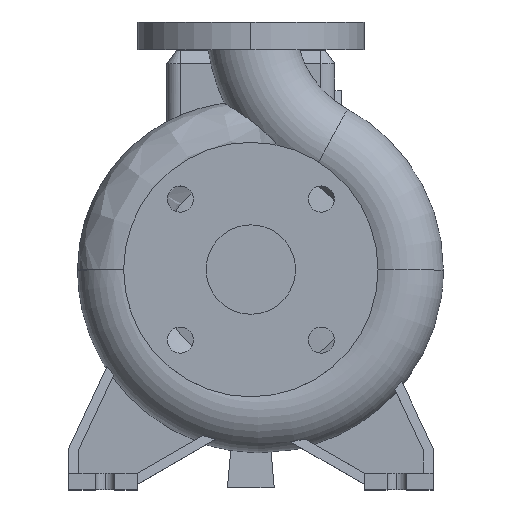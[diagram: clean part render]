
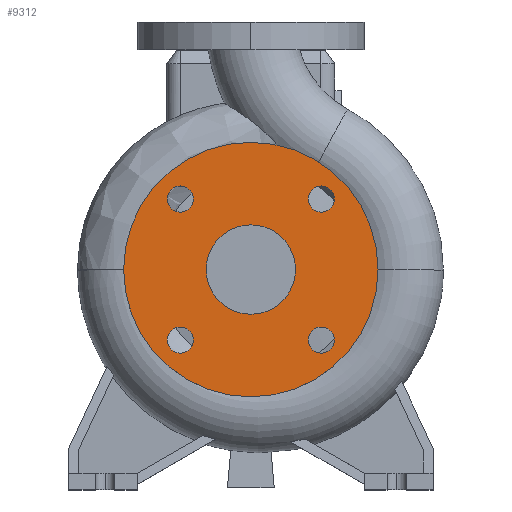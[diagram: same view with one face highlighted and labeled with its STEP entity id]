
A CAD part, top view. The second image highlights one B-rep face of the part: STEP entity #9312.
In plain terms, the highlighted planar face has unit normal (0, 0, 1).
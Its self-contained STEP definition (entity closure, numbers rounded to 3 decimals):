
#319 = CIRCLE ( 'NONE', #2141, 92.5 ) ;
#356 = VERTEX_POINT ( 'NONE', #3333 ) ;
#399 = CARTESIAN_POINT ( 'NONE',  ( 0., 92.5, 100. ) ) ;
#526 = EDGE_LOOP ( 'NONE', ( #2434, #2829 ) ) ;
#724 = EDGE_CURVE ( 'NONE', #11950, #11962, #1055, .T. ) ;
#1055 = CIRCLE ( 'NONE', #2642, 9.5 ) ;
#1100 = AXIS2_PLACEMENT_3D ( 'NONE', #2121, #13840, #9513 ) ;
#1101 = DIRECTION ( 'NONE',  ( 0., 0., 1. ) ) ;
#1457 = EDGE_CURVE ( 'NONE', #11676, #6725, #9632, .T. ) ;
#1890 = VERTEX_POINT ( 'NONE', #6898 ) ;
#1945 = ORIENTED_EDGE ( 'NONE', *, *, #8209, .F. ) ;
#2121 = CARTESIAN_POINT ( 'NONE',  ( 51.265, 51.265, 100. ) ) ;
#2141 = AXIS2_PLACEMENT_3D ( 'NONE', #3868, #4784, #3938 ) ;
#2291 = VERTEX_POINT ( 'NONE', #6817 ) ;
#2344 = DIRECTION ( 'NONE',  ( 0., 0., 1. ) ) ;
#2434 = ORIENTED_EDGE ( 'NONE', *, *, #11569, .F. ) ;
#2609 = EDGE_CURVE ( 'NONE', #1890, #11193, #8970, .T. ) ;
#2642 = AXIS2_PLACEMENT_3D ( 'NONE', #3314, #7623, #11926 ) ;
#2779 = CIRCLE ( 'NONE', #7963, 9.5 ) ;
#2829 = ORIENTED_EDGE ( 'NONE', *, *, #724, .F. ) ;
#2862 = EDGE_CURVE ( 'NONE', #4066, #356, #5617, .T. ) ;
#3042 = ORIENTED_EDGE ( 'NONE', *, *, #13826, .F. ) ;
#3113 = DIRECTION ( 'NONE',  ( 1., 0., 0. ) ) ;
#3219 = CARTESIAN_POINT ( 'NONE',  ( 51.265, 51.265, 100. ) ) ;
#3260 = DIRECTION ( 'NONE',  ( 0., 0., 1. ) ) ;
#3314 = CARTESIAN_POINT ( 'NONE',  ( -51.265, -51.265, 100. ) ) ;
#3326 = CARTESIAN_POINT ( 'NONE',  ( -32.5, 0., 100. ) ) ;
#3333 = CARTESIAN_POINT ( 'NONE',  ( 60.765, 51.265, 100. ) ) ;
#3649 = ORIENTED_EDGE ( 'NONE', *, *, #9011, .T. ) ;
#3784 = AXIS2_PLACEMENT_3D ( 'NONE', #5075, #10373, #13344 ) ;
#3838 = VERTEX_POINT ( 'NONE', #4692 ) ;
#3868 = CARTESIAN_POINT ( 'NONE',  ( 0., 0., 100. ) ) ;
#3872 = CARTESIAN_POINT ( 'NONE',  ( -41.765, -51.265, 100. ) ) ;
#3881 = CARTESIAN_POINT ( 'NONE',  ( 0., 0., 100. ) ) ;
#3938 = DIRECTION ( 'NONE',  ( 1., 0., 0. ) ) ;
#4001 = AXIS2_PLACEMENT_3D ( 'NONE', #4122, #9623, #13951 ) ;
#4022 = AXIS2_PLACEMENT_3D ( 'NONE', #5264, #1101, #9560 ) ;
#4066 = VERTEX_POINT ( 'NONE', #5659 ) ;
#4081 = DIRECTION ( 'NONE',  ( 0., 0., 1. ) ) ;
#4122 = CARTESIAN_POINT ( 'NONE',  ( -51.265, -51.265, 100. ) ) ;
#4145 = ORIENTED_EDGE ( 'NONE', *, *, #2862, .F. ) ;
#4624 = CIRCLE ( 'NONE', #12505, 92.5 ) ;
#4643 = DIRECTION ( 'NONE',  ( -1., 0., 0. ) ) ;
#4692 = CARTESIAN_POINT ( 'NONE',  ( -60.765, 51.265, 100. ) ) ;
#4784 = DIRECTION ( 'NONE',  ( 0., 0., 1. ) ) ;
#4917 = EDGE_CURVE ( 'NONE', #3838, #5548, #2779, .T. ) ;
#5065 = CARTESIAN_POINT ( 'NONE',  ( 92.5, 0., 100. ) ) ;
#5075 = CARTESIAN_POINT ( 'NONE',  ( 0., 0., 100. ) ) ;
#5264 = CARTESIAN_POINT ( 'NONE',  ( 0., 0., 100. ) ) ;
#5297 = CARTESIAN_POINT ( 'NONE',  ( 51.265, -51.265, 100. ) ) ;
#5548 = VERTEX_POINT ( 'NONE', #9763 ) ;
#5617 = CIRCLE ( 'NONE', #1100, 9.5 ) ;
#5659 = CARTESIAN_POINT ( 'NONE',  ( 41.765, 51.265, 100. ) ) ;
#5844 = FACE_OUTER_BOUND ( 'NONE', #8409, .T. ) ;
#6465 = CIRCLE ( 'NONE', #7125, 9.5 ) ;
#6576 = ORIENTED_EDGE ( 'NONE', *, *, #10254, .F. ) ;
#6654 = DIRECTION ( 'NONE',  ( 1., 0., 0. ) ) ;
#6725 = VERTEX_POINT ( 'NONE', #13121 ) ;
#6817 = CARTESIAN_POINT ( 'NONE',  ( -92.5, 0., 100. ) ) ;
#6898 = CARTESIAN_POINT ( 'NONE',  ( 41.765, -51.265, 100. ) ) ;
#6970 = CARTESIAN_POINT ( 'NONE',  ( -51.265, 51.265, 100. ) ) ;
#7125 = AXIS2_PLACEMENT_3D ( 'NONE', #5297, #12778, #3113 ) ;
#7232 = FACE_BOUND ( 'NONE', #526, .T. ) ;
#7570 = AXIS2_PLACEMENT_3D ( 'NONE', #399, #13188, #4643 ) ;
#7623 = DIRECTION ( 'NONE',  ( 0., 0., 1. ) ) ;
#7853 = AXIS2_PLACEMENT_3D ( 'NONE', #8965, #2344, #6654 ) ;
#7963 = AXIS2_PLACEMENT_3D ( 'NONE', #6970, #3260, #8940 ) ;
#8055 = EDGE_LOOP ( 'NONE', ( #6576, #9884 ) ) ;
#8067 = ORIENTED_EDGE ( 'NONE', *, *, #4917, .F. ) ;
#8116 = EDGE_CURVE ( 'NONE', #11185, #2291, #319, .T. ) ;
#8142 = ORIENTED_EDGE ( 'NONE', *, *, #8116, .T. ) ;
#8209 = EDGE_CURVE ( 'NONE', #5548, #3838, #12959, .T. ) ;
#8409 = EDGE_LOOP ( 'NONE', ( #8142, #3649 ) ) ;
#8861 = EDGE_LOOP ( 'NONE', ( #1945, #8067 ) ) ;
#8940 = DIRECTION ( 'NONE',  ( 1., 0., 0. ) ) ;
#8941 = FACE_BOUND ( 'NONE', #11788, .T. ) ;
#8965 = CARTESIAN_POINT ( 'NONE',  ( 51.265, -51.265, 100. ) ) ;
#8970 = CIRCLE ( 'NONE', #7853, 9.5 ) ;
#9011 = EDGE_CURVE ( 'NONE', #2291, #11185, #4624, .T. ) ;
#9107 = EDGE_LOOP ( 'NONE', ( #3042, #10136 ) ) ;
#9182 = CIRCLE ( 'NONE', #4001, 9.5 ) ;
#9312 = ADVANCED_FACE ( 'NONE', ( #10069, #5844, #8941, #12194, #7232, #11532 ), #9933, .F. ) ;
#9513 = DIRECTION ( 'NONE',  ( 1., 0., 0. ) ) ;
#9560 = DIRECTION ( 'NONE',  ( 1., 0., 0. ) ) ;
#9623 = DIRECTION ( 'NONE',  ( 0., 0., 1. ) ) ;
#9632 = CIRCLE ( 'NONE', #3784, 32.5 ) ;
#9763 = CARTESIAN_POINT ( 'NONE',  ( -41.765, 51.265, 100. ) ) ;
#9884 = ORIENTED_EDGE ( 'NONE', *, *, #2609, .F. ) ;
#9933 = PLANE ( 'NONE',  #7570 ) ;
#10069 = FACE_BOUND ( 'NONE', #9107, .T. ) ;
#10136 = ORIENTED_EDGE ( 'NONE', *, *, #1457, .F. ) ;
#10254 = EDGE_CURVE ( 'NONE', #11193, #1890, #6465, .T. ) ;
#10373 = DIRECTION ( 'NONE',  ( 0., 0., 1. ) ) ;
#10423 = CARTESIAN_POINT ( 'NONE',  ( -60.765, -51.265, 100. ) ) ;
#10463 = AXIS2_PLACEMENT_3D ( 'NONE', #10570, #4081, #13899 ) ;
#10556 = CIRCLE ( 'NONE', #11446, 9.5 ) ;
#10570 = CARTESIAN_POINT ( 'NONE',  ( -51.265, 51.265, 100. ) ) ;
#10841 = DIRECTION ( 'NONE',  ( 1., 0., 0. ) ) ;
#11185 = VERTEX_POINT ( 'NONE', #5065 ) ;
#11193 = VERTEX_POINT ( 'NONE', #12624 ) ;
#11427 = DIRECTION ( 'NONE',  ( 1., 0., 0. ) ) ;
#11446 = AXIS2_PLACEMENT_3D ( 'NONE', #3219, #11754, #10841 ) ;
#11524 = ORIENTED_EDGE ( 'NONE', *, *, #13807, .F. ) ;
#11532 = FACE_BOUND ( 'NONE', #8055, .T. ) ;
#11569 = EDGE_CURVE ( 'NONE', #11962, #11950, #9182, .T. ) ;
#11676 = VERTEX_POINT ( 'NONE', #3326 ) ;
#11754 = DIRECTION ( 'NONE',  ( 0., 0., 1. ) ) ;
#11788 = EDGE_LOOP ( 'NONE', ( #11524, #4145 ) ) ;
#11926 = DIRECTION ( 'NONE',  ( 1., 0., 0. ) ) ;
#11950 = VERTEX_POINT ( 'NONE', #10423 ) ;
#11962 = VERTEX_POINT ( 'NONE', #3872 ) ;
#12127 = CIRCLE ( 'NONE', #4022, 32.5 ) ;
#12194 = FACE_BOUND ( 'NONE', #8861, .T. ) ;
#12487 = DIRECTION ( 'NONE',  ( 0., 0., 1. ) ) ;
#12505 = AXIS2_PLACEMENT_3D ( 'NONE', #3881, #12487, #11427 ) ;
#12624 = CARTESIAN_POINT ( 'NONE',  ( 60.765, -51.265, 100. ) ) ;
#12778 = DIRECTION ( 'NONE',  ( 0., 0., 1. ) ) ;
#12959 = CIRCLE ( 'NONE', #10463, 9.5 ) ;
#13121 = CARTESIAN_POINT ( 'NONE',  ( 32.5, 0., 100. ) ) ;
#13188 = DIRECTION ( 'NONE',  ( 0., 0., -1. ) ) ;
#13344 = DIRECTION ( 'NONE',  ( 1., 0., 0. ) ) ;
#13807 = EDGE_CURVE ( 'NONE', #356, #4066, #10556, .T. ) ;
#13826 = EDGE_CURVE ( 'NONE', #6725, #11676, #12127, .T. ) ;
#13840 = DIRECTION ( 'NONE',  ( 0., 0., 1. ) ) ;
#13899 = DIRECTION ( 'NONE',  ( 1., 0., 0. ) ) ;
#13951 = DIRECTION ( 'NONE',  ( 1., 0., 0. ) ) ;
